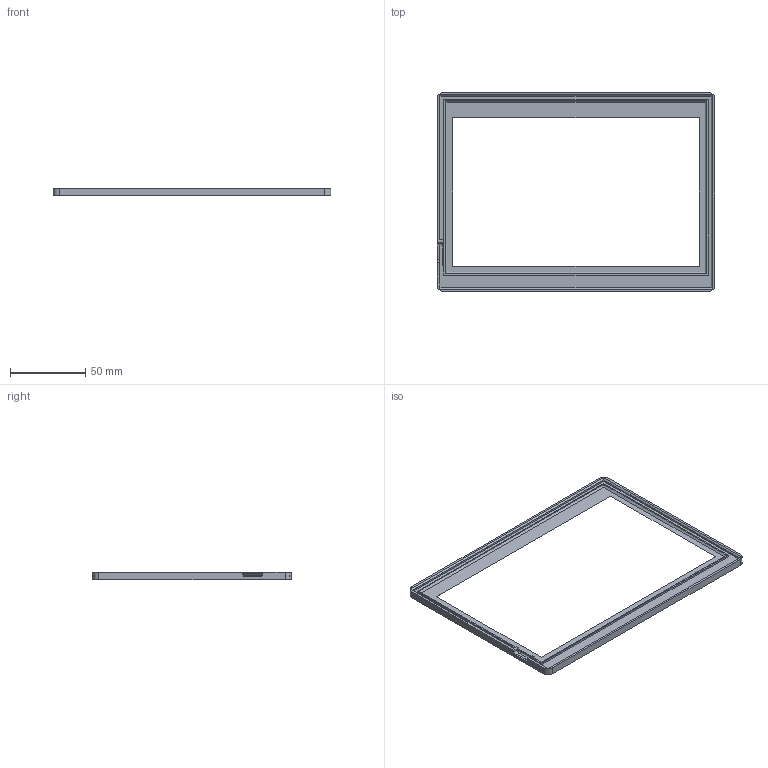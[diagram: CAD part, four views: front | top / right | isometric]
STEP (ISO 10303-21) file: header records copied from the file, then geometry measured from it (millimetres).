
FILE_DESCRIPTION(/* description */ (''),/* implementation_level */ '2;1');
FILE_NAME(/* name */ 'Soldered Inkplate 7 v1.0.0. Top v1.0.0_.step',/* time_stamp */ '2023-06-06T15:00:31+02:00',/* author */ (''),/* organization */ (''),/* preprocessor_version */ 'ST-DEVELOPER v19.2',/* originating_system */ 'Autodesk Translation Framework v12.6.0.85',/* authorisation */ '');
FILE_SCHEMA (('AUTOMOTIVE_DESIGN { 1 0 10303 214 3 1 1 }'));
Length unit declared in the file: millimetre
Products named in the file (1): Inkplate 7 v1.0.0. Top v1.0.0.
Bounding box: 185.2 x 132.5 x 5 mm (x, y, z)
Volume: 19218.5 mm3; surface area: 23492.2 mm2
Topology: 1 solids, 1 shells, 58 faces, 152 edges, 97 vertices
Faces by surface type: plane 48, cylinder 8, bspline 2
Entity records: 1812 total; most frequent: CARTESIAN_POINT 342, ORIENTED_EDGE 304, DIRECTION 285, EDGE_CURVE 152, LINE 129, VECTOR 129, VERTEX_POINT 97, AXIS2_PLACEMENT_3D 78
